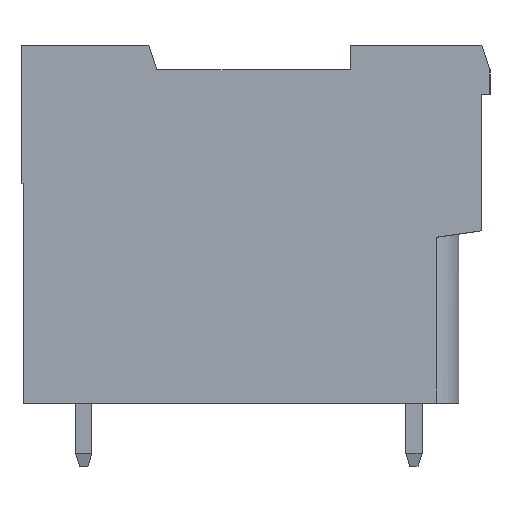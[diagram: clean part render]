
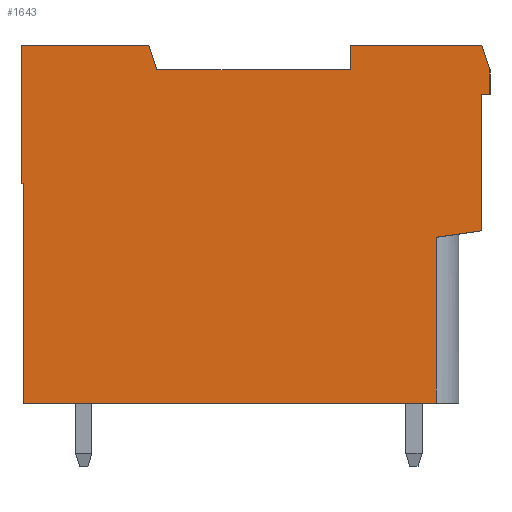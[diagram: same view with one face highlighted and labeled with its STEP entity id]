
A CAD part, left-side view. The second image highlights one B-rep face of the part: STEP entity #1643.
In plain terms, the highlighted planar face has unit normal (-1, 0, 0).
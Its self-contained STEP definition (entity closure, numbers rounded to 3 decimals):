
#1643 = ADVANCED_FACE( '', ( #3514 ), #3515, .T. );
#3514 = FACE_OUTER_BOUND( '', #5702, .T. );
#3515 = PLANE( '', #5703 );
#5702 = EDGE_LOOP( '', ( #10150, #10151, #10152, #10153, #10154, #10155, #10156, #10157, #10158, #10159, #10160, #10161, #10162, #10163, #10164 ) );
#5703 = AXIS2_PLACEMENT_3D( '', #10165, #10166, #10167 );
#10150 = ORIENTED_EDGE( '', *, *, #14268, .T. );
#10151 = ORIENTED_EDGE( '', *, *, #14855, .T. );
#10152 = ORIENTED_EDGE( '', *, *, #13647, .T. );
#10153 = ORIENTED_EDGE( '', *, *, #13375, .T. );
#10154 = ORIENTED_EDGE( '', *, *, #15083, .T. );
#10155 = ORIENTED_EDGE( '', *, *, #13465, .T. );
#10156 = ORIENTED_EDGE( '', *, *, #15084, .F. );
#10157 = ORIENTED_EDGE( '', *, *, #14996, .T. );
#10158 = ORIENTED_EDGE( '', *, *, #15085, .T. );
#10159 = ORIENTED_EDGE( '', *, *, #14307, .T. );
#10160 = ORIENTED_EDGE( '', *, *, #14293, .T. );
#10161 = ORIENTED_EDGE( '', *, *, #13816, .T. );
#10162 = ORIENTED_EDGE( '', *, *, #15086, .T. );
#10163 = ORIENTED_EDGE( '', *, *, #15087, .T. );
#10164 = ORIENTED_EDGE( '', *, *, #15088, .T. );
#10165 = CARTESIAN_POINT( '', ( -17.78, 0., 0. ) );
#10166 = DIRECTION( '', ( -1., 0., 0. ) );
#10167 = DIRECTION( '', ( 0., 0., 1. ) );
#13375 = EDGE_CURVE( '', #16046, #16044, #16047, .F. );
#13465 = EDGE_CURVE( '', #16201, #16202, #16203, .T. );
#13647 = EDGE_CURVE( '', #16524, #16046, #16525, .T. );
#13816 = EDGE_CURVE( '', #16816, #16817, #16818, .T. );
#14268 = EDGE_CURVE( '', #17580, #17578, #17581, .T. );
#14293 = EDGE_CURVE( '', #17620, #16816, #17621, .T. );
#14307 = EDGE_CURVE( '', #17642, #17620, #17643, .T. );
#14855 = EDGE_CURVE( '', #17578, #16524, #18460, .T. );
#14996 = EDGE_CURVE( '', #18657, #18655, #18658, .T. );
#15083 = EDGE_CURVE( '', #16044, #16201, #18777, .T. );
#15084 = EDGE_CURVE( '', #18657, #16202, #18778, .T. );
#15085 = EDGE_CURVE( '', #18655, #17642, #18779, .T. );
#15086 = EDGE_CURVE( '', #16817, #18780, #18781, .T. );
#15087 = EDGE_CURVE( '', #18780, #18782, #18783, .T. );
#15088 = EDGE_CURVE( '', #18782, #17580, #18784, .F. );
#16044 = VERTEX_POINT( '', #19973 );
#16046 = VERTEX_POINT( '', #19976 );
#16047 = LINE( '', #19977, #19978 );
#16201 = VERTEX_POINT( '', #20201 );
#16202 = VERTEX_POINT( '', #20202 );
#16203 = LINE( '', #20203, #20204 );
#16524 = VERTEX_POINT( '', #20672 );
#16525 = LINE( '', #20673, #20674 );
#16816 = VERTEX_POINT( '', #21100 );
#16817 = VERTEX_POINT( '', #21101 );
#16818 = LINE( '', #21102, #21103 );
#17578 = VERTEX_POINT( '', #22242 );
#17580 = VERTEX_POINT( '', #22245 );
#17581 = LINE( '', #22246, #22247 );
#17620 = VERTEX_POINT( '', #22302 );
#17621 = LINE( '', #22303, #22304 );
#17642 = VERTEX_POINT( '', #22333 );
#17643 = LINE( '', #22334, #22335 );
#18460 = LINE( '', #23527, #23528 );
#18655 = VERTEX_POINT( '', #23920 );
#18657 = VERTEX_POINT( '', #23923 );
#18658 = LINE( '', #23924, #23925 );
#18777 = LINE( '', #24103, #24104 );
#18778 = LINE( '', #24105, #24106 );
#18779 = LINE( '', #24107, #24108 );
#18780 = VERTEX_POINT( '', #24109 );
#18781 = LINE( '', #24110, #24111 );
#18782 = VERTEX_POINT( '', #24112 );
#18783 = LINE( '', #24113, #24114 );
#18784 = LINE( '', #24115, #24116 );
#19973 = CARTESIAN_POINT( '', ( -17.78, 6.45, 11. ) );
#19976 = CARTESIAN_POINT( '', ( -17.78, 5.95, 9.5 ) );
#19977 = CARTESIAN_POINT( '', ( -17.78, 2.505, -0.835 ) );
#19978 = VECTOR( '', #25614, 1000. );
#20201 = CARTESIAN_POINT( '', ( -17.78, 14.25, 11. ) );
#20202 = CARTESIAN_POINT( '', ( -17.78, 14.25, 2.5 ) );
#20203 = CARTESIAN_POINT( '', ( -17.78, 14.25, 11. ) );
#20204 = VECTOR( '', #25696, 1000. );
#20672 = CARTESIAN_POINT( '', ( -17.78, -5.95, 9.5 ) );
#20673 = CARTESIAN_POINT( '', ( -17.78, -5.95, 9.5 ) );
#20674 = VECTOR( '', #25856, 1000. );
#21100 = CARTESIAN_POINT( '', ( -17.78, -14.05, -0.4 ) );
#21101 = CARTESIAN_POINT( '', ( -17.78, -14.05, 8. ) );
#21102 = CARTESIAN_POINT( '', ( -17.78, -14.05, 8. ) );
#21103 = VECTOR( '', #26013, 1000. );
#22242 = CARTESIAN_POINT( '', ( -17.78, -5.95, 11. ) );
#22245 = CARTESIAN_POINT( '', ( -17.78, -14.05, 11. ) );
#22246 = CARTESIAN_POINT( '', ( -17.78, -14.55, 11. ) );
#22247 = VECTOR( '', #26418, 1000. );
#22302 = CARTESIAN_POINT( '', ( -17.78, -11.25, -0.8 ) );
#22303 = CARTESIAN_POINT( '', ( -17.78, -11.25, -0.8 ) );
#22304 = VECTOR( '', #26450, 1000. );
#22333 = CARTESIAN_POINT( '', ( -17.78, -11.25, -11. ) );
#22334 = CARTESIAN_POINT( '', ( -17.78, -11.25, -11. ) );
#22335 = VECTOR( '', #26465, 1000. );
#23527 = CARTESIAN_POINT( '', ( -17.78, -5.95, 11. ) );
#23528 = VECTOR( '', #26958, 1000. );
#23920 = CARTESIAN_POINT( '', ( -17.78, 14.15, -11. ) );
#23923 = CARTESIAN_POINT( '', ( -17.78, 14.15, 2.5 ) );
#23924 = CARTESIAN_POINT( '', ( -17.78, 14.15, 2.5 ) );
#23925 = VECTOR( '', #27079, 1000. );
#24103 = CARTESIAN_POINT( '', ( -17.78, 5.95, 11. ) );
#24104 = VECTOR( '', #27148, 1000. );
#24105 = CARTESIAN_POINT( '', ( -17.78, 14.15, 2.5 ) );
#24106 = VECTOR( '', #27149, 1000. );
#24107 = CARTESIAN_POINT( '', ( -17.78, 14.25, -11. ) );
#24108 = VECTOR( '', #27150, 1000. );
#24109 = CARTESIAN_POINT( '', ( -17.78, -14.55, 8. ) );
#24110 = CARTESIAN_POINT( '', ( -17.78, -14.55, 8. ) );
#24111 = VECTOR( '', #27151, 1000. );
#24112 = CARTESIAN_POINT( '', ( -17.78, -14.55, 9.5 ) );
#24113 = CARTESIAN_POINT( '', ( -17.78, -14.55, 8. ) );
#24114 = VECTOR( '', #27152, 1000. );
#24115 = CARTESIAN_POINT( '', ( -17.78, -15.945, 5.315 ) );
#24116 = VECTOR( '', #27153, 1000. );
#25614 = DIRECTION( '', ( 0., -0.316, -0.949 ) );
#25696 = DIRECTION( '', ( 0., 0., -1. ) );
#25856 = DIRECTION( '', ( 0., 1., 0. ) );
#26013 = DIRECTION( '', ( 0., 0., 1. ) );
#26418 = DIRECTION( '', ( 0., 1., 0. ) );
#26450 = DIRECTION( '', ( 0., -0.99, 0.141 ) );
#26465 = DIRECTION( '', ( 0., 0., 1. ) );
#26958 = DIRECTION( '', ( 0., 0., -1. ) );
#27079 = DIRECTION( '', ( 0., 0., -1. ) );
#27148 = DIRECTION( '', ( 0., 1., 0. ) );
#27149 = DIRECTION( '', ( 0., 1., 0. ) );
#27150 = DIRECTION( '', ( 0., -1., 0. ) );
#27151 = DIRECTION( '', ( 0., -1., 0. ) );
#27152 = DIRECTION( '', ( 0., 0., 1. ) );
#27153 = DIRECTION( '', ( 0., -0.316, -0.949 ) );
